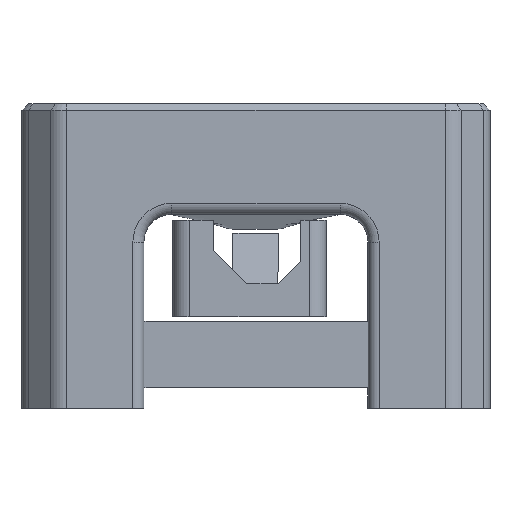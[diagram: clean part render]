
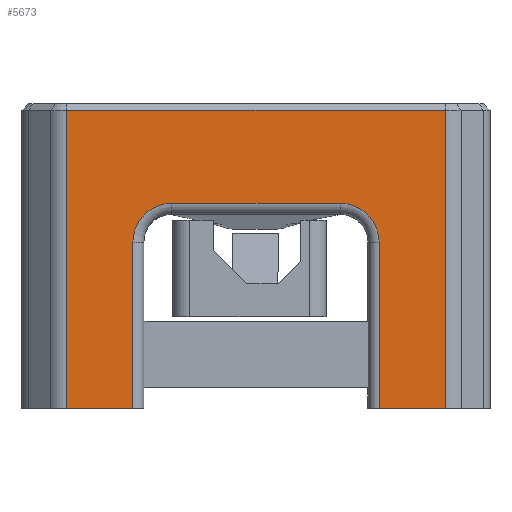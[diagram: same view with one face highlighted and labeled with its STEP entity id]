
A CAD part, left-side view. The second image highlights one B-rep face of the part: STEP entity #5673.
In plain terms, the highlighted planar face has unit normal (-1, 0, 0).
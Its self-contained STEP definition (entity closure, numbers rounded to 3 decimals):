
#328=CIRCLE('',#6153,3.5);
#329=CIRCLE('',#6154,3.5);
#611=FACE_OUTER_BOUND('',#939,.T.);
#939=EDGE_LOOP('',(#4788,#4789,#4790,#4791,#4792,#4793,#4794,#4795,#4796,
#4797));
#1335=LINE('',#8974,#1935);
#1351=LINE('',#9047,#1951);
#1481=LINE('',#9416,#2081);
#1491=LINE('',#9438,#2091);
#1492=LINE('',#9440,#2092);
#1493=LINE('',#9442,#2093);
#1494=LINE('',#9446,#2094);
#1495=LINE('',#9449,#2095);
#1935=VECTOR('',#7013,10.);
#1951=VECTOR('',#7075,10.);
#2081=VECTOR('',#7457,10.);
#2091=VECTOR('',#7483,10.);
#2092=VECTOR('',#7486,10.);
#2093=VECTOR('',#7487,10.);
#2094=VECTOR('',#7490,10.);
#2095=VECTOR('',#7493,10.);
#2515=VERTEX_POINT('',#8971);
#2516=VERTEX_POINT('',#8973);
#2549=VERTEX_POINT('',#9044);
#2550=VERTEX_POINT('',#9046);
#2645=VERTEX_POINT('',#9360);
#2657=VERTEX_POINT('',#9412);
#2662=VERTEX_POINT('',#9441);
#2663=VERTEX_POINT('',#9443);
#2664=VERTEX_POINT('',#9445);
#2665=VERTEX_POINT('',#9447);
#3171=EDGE_CURVE('',#2515,#2516,#1335,.T.);
#3207=EDGE_CURVE('',#2549,#2550,#1351,.T.);
#3388=EDGE_CURVE('',#2645,#2657,#1481,.T.);
#3400=EDGE_CURVE('',#2657,#2549,#1491,.T.);
#3401=EDGE_CURVE('',#2516,#2645,#1492,.T.);
#3402=EDGE_CURVE('',#2662,#2515,#1493,.T.);
#3403=EDGE_CURVE('',#2663,#2662,#328,.T.);
#3404=EDGE_CURVE('',#2664,#2663,#1494,.T.);
#3405=EDGE_CURVE('',#2665,#2664,#329,.T.);
#3406=EDGE_CURVE('',#2550,#2665,#1495,.T.);
#4788=ORIENTED_EDGE('',*,*,#3388,.F.);
#4789=ORIENTED_EDGE('',*,*,#3401,.F.);
#4790=ORIENTED_EDGE('',*,*,#3171,.F.);
#4791=ORIENTED_EDGE('',*,*,#3402,.F.);
#4792=ORIENTED_EDGE('',*,*,#3403,.F.);
#4793=ORIENTED_EDGE('',*,*,#3404,.F.);
#4794=ORIENTED_EDGE('',*,*,#3405,.F.);
#4795=ORIENTED_EDGE('',*,*,#3406,.F.);
#4796=ORIENTED_EDGE('',*,*,#3207,.F.);
#4797=ORIENTED_EDGE('',*,*,#3400,.F.);
#5408=PLANE('',#6152);
#5673=ADVANCED_FACE('',(#611),#5408,.T.);
#6152=AXIS2_PLACEMENT_3D('',#9439,#7484,#7485);
#6153=AXIS2_PLACEMENT_3D('',#9444,#7488,#7489);
#6154=AXIS2_PLACEMENT_3D('',#9448,#7491,#7492);
#7013=DIRECTION('',(0.,1.,0.));
#7075=DIRECTION('',(0.,1.,0.));
#7457=DIRECTION('',(0.,-1.,0.));
#7483=DIRECTION('',(0.,0.,-1.));
#7484=DIRECTION('center_axis',(-1.,0.,0.));
#7485=DIRECTION('ref_axis',(0.,-1.,0.));
#7486=DIRECTION('',(0.,0.,1.));
#7487=DIRECTION('',(0.,0.,-1.));
#7488=DIRECTION('center_axis',(-1.,0.,0.));
#7489=DIRECTION('ref_axis',(0.,0.707,0.707));
#7490=DIRECTION('',(0.,1.,0.));
#7491=DIRECTION('center_axis',(-1.,0.,0.));
#7492=DIRECTION('ref_axis',(0.,-0.707,0.707));
#7493=DIRECTION('',(0.,0.,1.));
#8971=CARTESIAN_POINT('',(2.405,37.999,-14.772));
#8973=CARTESIAN_POINT('',(2.405,43.971,-14.772));
#8974=CARTESIAN_POINT('',(2.405,31.944,-14.772));
#9044=CARTESIAN_POINT('',(2.405,9.806,-14.772));
#9046=CARTESIAN_POINT('',(2.405,15.778,-14.772));
#9047=CARTESIAN_POINT('',(2.405,17.933,-14.772));
#9360=CARTESIAN_POINT('',(2.405,43.971,12.128));
#9412=CARTESIAN_POINT('',(2.405,9.806,12.128));
#9416=CARTESIAN_POINT('',(2.405,35.844,12.128));
#9438=CARTESIAN_POINT('',(2.405,9.806,2.728));
#9439=CARTESIAN_POINT('Origin',(2.405,44.799,2.728));
#9440=CARTESIAN_POINT('',(2.405,43.971,2.728));
#9441=CARTESIAN_POINT('',(2.405,37.999,0.228));
#9442=CARTESIAN_POINT('',(2.405,37.999,2.728));
#9443=CARTESIAN_POINT('',(2.405,34.499,3.728));
#9444=CARTESIAN_POINT('Origin',(2.405,34.499,0.228));
#9445=CARTESIAN_POINT('',(2.405,19.278,3.728));
#9446=CARTESIAN_POINT('',(2.405,35.844,3.728));
#9447=CARTESIAN_POINT('',(2.405,15.778,0.228));
#9448=CARTESIAN_POINT('Origin',(2.405,19.278,0.228));
#9449=CARTESIAN_POINT('',(2.405,15.778,2.728));
